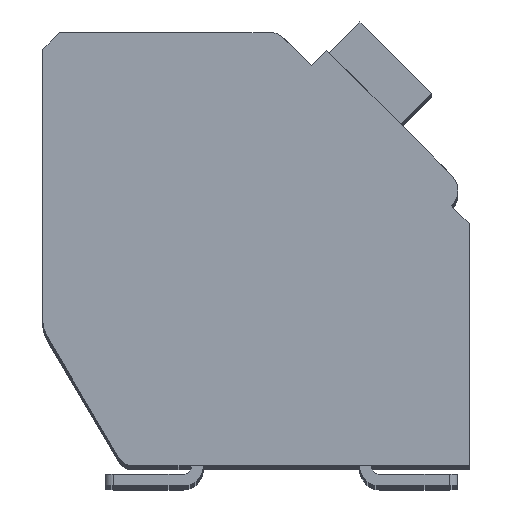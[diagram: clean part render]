
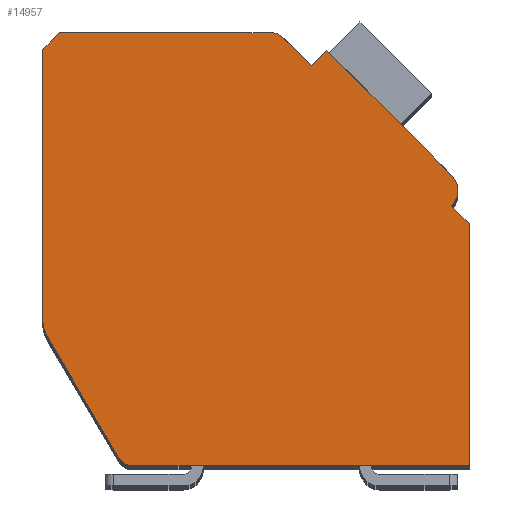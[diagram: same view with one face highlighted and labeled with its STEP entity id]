
A CAD part, top view. The second image highlights one B-rep face of the part: STEP entity #14957.
In plain terms, the highlighted planar face has unit normal (0, 0, 1).
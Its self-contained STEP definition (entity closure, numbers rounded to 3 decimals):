
#316=DIRECTION('',(0.,-1.,0.));
#317=VECTOR('',#316,8.053);
#318=CARTESIAN_POINT('',(-12.7,12.4,2.1));
#319=LINE('',#318,#317);
#320=DIRECTION('',(-0.707,-0.707,0.));
#321=VECTOR('',#320,0.707);
#322=CARTESIAN_POINT('',(-12.2,12.9,2.1));
#323=LINE('',#322,#321);
#324=DIRECTION('',(-1.,0.,0.));
#325=VECTOR('',#324,6.298);
#326=CARTESIAN_POINT('',(-5.902,12.9,2.1));
#327=LINE('',#326,#325);
#328=CARTESIAN_POINT('',(-5.902,12.4,2.1));
#329=DIRECTION('',(0.,0.,1.));
#330=DIRECTION('',(0.707,0.707,0.));
#331=AXIS2_PLACEMENT_3D('',#328,#329,#330);
#333=DIRECTION('',(-0.707,0.707,0.));
#334=VECTOR('',#333,1.197);
#335=CARTESIAN_POINT('',(-4.702,11.907,2.1));
#336=LINE('',#335,#334);
#337=DIRECTION('',(-0.707,-0.707,0.));
#338=VECTOR('',#337,0.65);
#339=CARTESIAN_POINT('',(-4.243,12.367,2.1));
#340=LINE('',#339,#338);
#341=DIRECTION('',(-0.707,0.707,0.));
#342=VECTOR('',#341,5.25);
#343=CARTESIAN_POINT('',(-0.53,8.655,2.1));
#344=LINE('',#343,#342);
#345=CARTESIAN_POINT('',(-0.99,8.195,2.1));
#346=DIRECTION('',(0.,0.,1.));
#347=DIRECTION('',(0.707,-0.707,0.));
#348=AXIS2_PLACEMENT_3D('',#345,#346,#347);
#350=DIRECTION('',(-0.707,0.707,0.));
#351=VECTOR('',#350,0.75);
#352=CARTESIAN_POINT('',(0.,7.205,2.1));
#353=LINE('',#352,#351);
#354=DIRECTION('',(0.,1.,0.));
#355=VECTOR('',#354,7.205);
#356=CARTESIAN_POINT('',(0.,0.,2.1));
#357=LINE('',#356,#355);
#358=DIRECTION('',(1.,0.,0.));
#359=VECTOR('',#358,10.014);
#360=CARTESIAN_POINT('',(-10.014,0.,2.1));
#361=LINE('',#360,#359);
#362=CARTESIAN_POINT('',(-10.014,0.5,2.1));
#363=DIRECTION('',(0.,0.,1.));
#364=DIRECTION('',(-0.862,-0.508,0.));
#365=AXIS2_PLACEMENT_3D('',#362,#363,#364);
#367=DIRECTION('',(0.508,-0.862,0.));
#368=VECTOR('',#367,4.17);
#369=CARTESIAN_POINT('',(-12.562,3.839,2.1));
#370=LINE('',#369,#368);
#371=CARTESIAN_POINT('',(-11.7,4.347,2.1));
#372=DIRECTION('',(0.,0.,1.));
#373=DIRECTION('',(-1.,0.,0.));
#374=AXIS2_PLACEMENT_3D('',#371,#372,#373);
#11235=CARTESIAN_POINT('',(-12.7,12.4,2.1));
#11236=CARTESIAN_POINT('',(-12.7,4.347,2.1));
#11237=VERTEX_POINT('',#11235);
#11238=VERTEX_POINT('',#11236);
#11239=CARTESIAN_POINT('',(-12.562,3.839,2.1));
#11240=VERTEX_POINT('',#11239);
#11241=CARTESIAN_POINT('',(-10.445,0.246,2.1));
#11242=VERTEX_POINT('',#11241);
#11243=CARTESIAN_POINT('',(-10.014,0.,2.1));
#11244=VERTEX_POINT('',#11243);
#11245=CARTESIAN_POINT('',(0.,0.,2.1));
#11246=VERTEX_POINT('',#11245);
#11247=CARTESIAN_POINT('',(0.,7.205,2.1));
#11248=VERTEX_POINT('',#11247);
#11249=CARTESIAN_POINT('',(-0.53,7.735,2.1));
#11250=VERTEX_POINT('',#11249);
#11251=CARTESIAN_POINT('',(-0.53,8.655,2.1));
#11252=VERTEX_POINT('',#11251);
#11253=CARTESIAN_POINT('',(-4.243,12.367,2.1));
#11254=VERTEX_POINT('',#11253);
#11255=CARTESIAN_POINT('',(-4.702,11.907,2.1));
#11256=VERTEX_POINT('',#11255);
#11257=CARTESIAN_POINT('',(-5.548,12.754,2.1));
#11258=VERTEX_POINT('',#11257);
#11259=CARTESIAN_POINT('',(-5.902,12.9,2.1));
#11260=VERTEX_POINT('',#11259);
#11261=CARTESIAN_POINT('',(-12.2,12.9,2.1));
#11262=VERTEX_POINT('',#11261);
#14924=CARTESIAN_POINT('',(0.,0.,2.1));
#14925=DIRECTION('',(0.,0.,1.));
#14926=DIRECTION('',(1.,0.,0.));
#14927=AXIS2_PLACEMENT_3D('',#14924,#14925,#14926);
#14928=PLANE('',#14927);
#14929=ORIENTED_EDGE('',*,*,#14654,.F.);
#14931=ORIENTED_EDGE('',*,*,#14930,.F.);
#14933=ORIENTED_EDGE('',*,*,#14932,.F.);
#14935=ORIENTED_EDGE('',*,*,#14934,.F.);
#14937=ORIENTED_EDGE('',*,*,#14936,.F.);
#14939=ORIENTED_EDGE('',*,*,#14938,.F.);
#14941=ORIENTED_EDGE('',*,*,#14940,.F.);
#14943=ORIENTED_EDGE('',*,*,#14942,.F.);
#14945=ORIENTED_EDGE('',*,*,#14944,.F.);
#14947=ORIENTED_EDGE('',*,*,#14946,.F.);
#14949=ORIENTED_EDGE('',*,*,#14948,.F.);
#14951=ORIENTED_EDGE('',*,*,#14950,.F.);
#14953=ORIENTED_EDGE('',*,*,#14952,.F.);
#14954=ORIENTED_EDGE('',*,*,#14767,.F.);
#14955=EDGE_LOOP('',(#14929,#14931,#14933,#14935,#14937,#14939,#14941,#14943,
#14945,#14947,#14949,#14951,#14953,#14954));
#14956=FACE_OUTER_BOUND('',#14955,.F.);
#332=CIRCLE('',#331,0.5);
#349=CIRCLE('',#348,0.65);
#366=CIRCLE('',#365,0.5);
#375=CIRCLE('',#374,1.);
#14654=EDGE_CURVE('',#11237,#11238,#319,.T.);
#14767=EDGE_CURVE('',#11238,#11240,#375,.T.);
#14930=EDGE_CURVE('',#11262,#11237,#323,.T.);
#14932=EDGE_CURVE('',#11260,#11262,#327,.T.);
#14934=EDGE_CURVE('',#11258,#11260,#332,.T.);
#14936=EDGE_CURVE('',#11256,#11258,#336,.T.);
#14938=EDGE_CURVE('',#11254,#11256,#340,.T.);
#14940=EDGE_CURVE('',#11252,#11254,#344,.T.);
#14942=EDGE_CURVE('',#11250,#11252,#349,.T.);
#14944=EDGE_CURVE('',#11248,#11250,#353,.T.);
#14946=EDGE_CURVE('',#11246,#11248,#357,.T.);
#14948=EDGE_CURVE('',#11244,#11246,#361,.T.);
#14950=EDGE_CURVE('',#11242,#11244,#366,.T.);
#14952=EDGE_CURVE('',#11240,#11242,#370,.T.);
#14957=ADVANCED_FACE('',(#14956),#14928,.T.);
